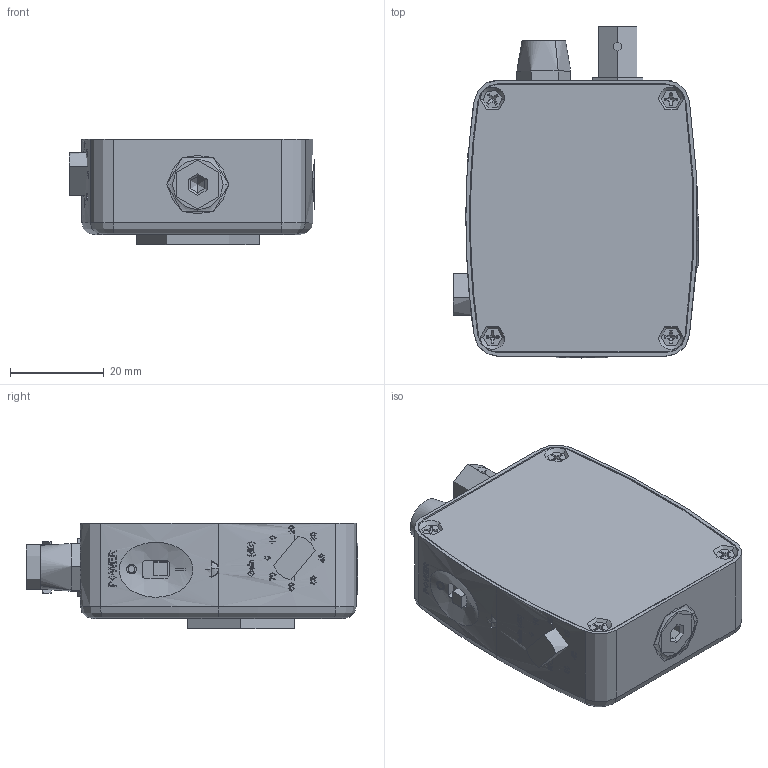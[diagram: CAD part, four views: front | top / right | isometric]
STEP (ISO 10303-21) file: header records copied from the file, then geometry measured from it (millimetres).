
FILE_DESCRIPTION (( 'STEP AP214' ), '1' );
FILE_NAME ('TTN135062-E0W.STEP', '2019-04-04T16:25:37', ( '' ), ( '' ), 'SwSTEP 2.0', 'SolidWorks 2018', '' );
FILE_SCHEMA (( 'AUTOMOTIVE_DESIGN' ));
Length unit declared in the file: inch
Products named in the file (1): TTN135062-E0W
Bounding box: 52.48 x 70.9 x 22.48 mm (x, y, z)
Topology: 159 solids, 160 shells, 6134 faces, 16011 edges, 10265 vertices
Faces by surface type: plane 3507, cylinder 1507, bspline 850, cone 198, torus 66, sphere 6
Entity records: 304958 total; most frequent: CARTESIAN_POINT 78508, ORIENTED_EDGE 31602, DIRECTION 27302, EDGE_CURVE 15801, LINE 10552, VECTOR 10552, VERTEX_POINT 10265, AXIS2_PLACEMENT_3D 8375
